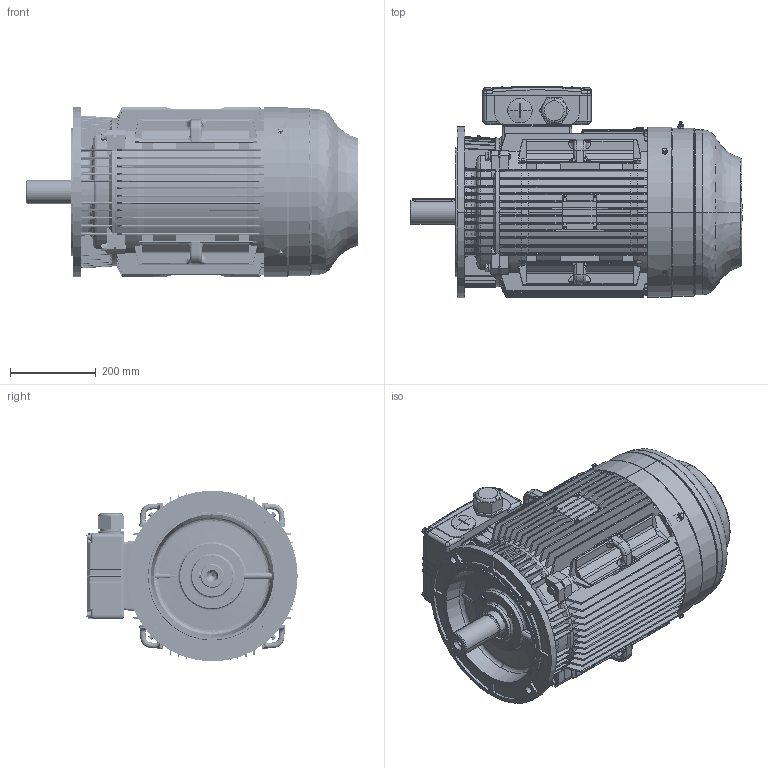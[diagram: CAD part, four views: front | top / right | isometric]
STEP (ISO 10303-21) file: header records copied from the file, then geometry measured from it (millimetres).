
FILE_DESCRIPTION (( 'STEP AP203' ), '1' );
FILE_NAME ('WE200L-2 B5.STEP', '2017-06-15T09:21:58', ( 'Sky123.Org' ), ( 'Sky123.Org' ), 'SwSTEP 2.0', 'SolidWorks 2012', '' );
FILE_SCHEMA (( 'CONFIG_CONTROL_DESIGN' ));
Length unit declared in the file: millimetre
Products named in the file (1): WE200L-2 B5
Bounding box: 773.5 x 492.4 x 398 mm (x, y, z)
Volume: 17044502.6 mm3; surface area: 4048191 mm2
Topology: 67 solids, 67 shells, 6157 faces, 17232 edges, 11252 vertices
Faces by surface type: plane 2459, cylinder 2218, cone 876, bspline 592, torus 12
Entity records: 245726 total; most frequent: CARTESIAN_POINT 90919, ORIENTED_EDGE 34392, DIRECTION 30122, EDGE_CURVE 17196, VERTEX_POINT 11252, AXIS2_PLACEMENT_3D 10973, LINE 8176, VECTOR 8176
